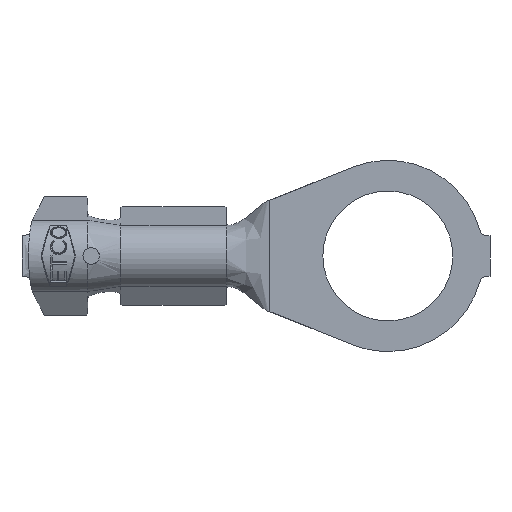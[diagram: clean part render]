
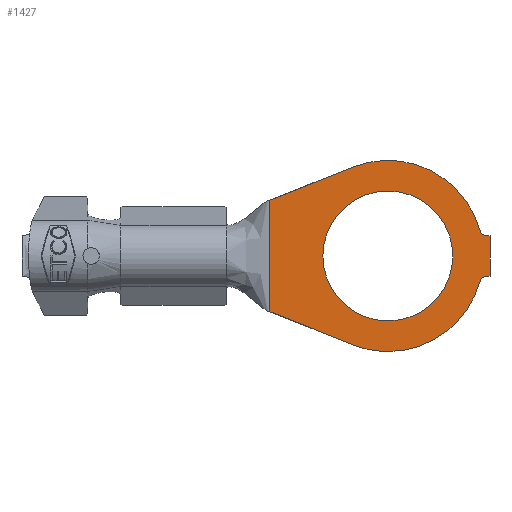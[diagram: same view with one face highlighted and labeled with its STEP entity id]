
A CAD part, front view. The second image highlights one B-rep face of the part: STEP entity #1427.
In plain terms, the highlighted planar face has unit normal (0, -1, 0).
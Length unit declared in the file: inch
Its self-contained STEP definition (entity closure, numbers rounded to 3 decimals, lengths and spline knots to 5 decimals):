
#3 = CARTESIAN_POINT ( 'NONE',  ( 0.155, 0., -0.031 ) ) ;
#166 = ORIENTED_EDGE ( 'NONE', *, *, #418, .T. ) ;
#203 = VECTOR ( 'NONE', #6001, 39.37008 ) ;
#246 = CARTESIAN_POINT ( 'NONE',  ( -0.18, 0., -0.08431 ) ) ;
#418 = EDGE_CURVE ( 'NONE', #6308, #4414, #6430, .T. ) ;
#427 = VECTOR ( 'NONE', #4772, 39.37008 ) ;
#588 = ORIENTED_EDGE ( 'NONE', *, *, #3783, .F. ) ;
#600 = VERTEX_POINT ( 'NONE', #6711 ) ;
#681 = ORIENTED_EDGE ( 'NONE', *, *, #3442, .F. ) ;
#689 = CARTESIAN_POINT ( 'NONE',  ( -0.05392, 0., 0.1346 ) ) ;
#702 = CARTESIAN_POINT ( 'NONE',  ( 0., 0., 0. ) ) ;
#773 = PLANE ( 'NONE',  #1010 ) ;
#778 = LINE ( 'NONE', #6323, #427 ) ;
#873 = DIRECTION ( 'NONE',  ( 0., 1., 0. ) ) ;
#882 = DIRECTION ( 'NONE',  ( 0., 0., 1. ) ) ;
#924 = DIRECTION ( 'NONE',  ( 0., 0., 1. ) ) ;
#927 = AXIS2_PLACEMENT_3D ( 'NONE', #3092, #3051, #3047 ) ;
#940 = AXIS2_PLACEMENT_3D ( 'NONE', #4875, #4851, #4827 ) ;
#989 = DIRECTION ( 'NONE',  ( 0., 1., 0. ) ) ;
#1001 = CARTESIAN_POINT ( 'NONE',  ( 0., 0., 0. ) ) ;
#1010 = AXIS2_PLACEMENT_3D ( 'NONE', #702, #873, #882 ) ;
#1090 = EDGE_CURVE ( 'NONE', #2322, #3683, #1154, .T. ) ;
#1100 = CARTESIAN_POINT ( 'NONE',  ( 0.135, 0., -0.031 ) ) ;
#1134 = VECTOR ( 'NONE', #1718, 39.37008 ) ;
#1154 = CIRCLE ( 'NONE', #927, 0.0985 ) ;
#1171 = DIRECTION ( 'NONE',  ( 0., 0., 1. ) ) ;
#1195 = DIRECTION ( 'NONE',  ( 0., 1., 0. ) ) ;
#1214 = CARTESIAN_POINT ( 'NONE',  ( 0.14948, 0., 0.041 ) ) ;
#1336 = DIRECTION ( 'NONE',  ( 0., 1., 0. ) ) ;
#1339 = VERTEX_POINT ( 'NONE', #1650 ) ;
#1424 = DIRECTION ( 'NONE',  ( 0., 0., 1. ) ) ;
#1427 = ADVANCED_FACE ( 'NONE', ( #4781, #2198 ), #773, .F. ) ;
#1435 = VECTOR ( 'NONE', #6591, 39.37008 ) ;
#1441 = DIRECTION ( 'NONE',  ( 0., 1., 0. ) ) ;
#1452 = CARTESIAN_POINT ( 'NONE',  ( 0., 0., 0. ) ) ;
#1498 = CIRCLE ( 'NONE', #1782, 0.145 ) ;
#1521 = LINE ( 'NONE', #6130, #203 ) ;
#1548 = CARTESIAN_POINT ( 'NONE',  ( -0.17571, 0., 0.08581 ) ) ;
#1650 = CARTESIAN_POINT ( 'NONE',  ( -0.17571, 0., -0.08581 ) ) ;
#1718 = DIRECTION ( 'NONE',  ( -0.928, 0., 0.372 ) ) ;
#1782 = AXIS2_PLACEMENT_3D ( 'NONE', #4467, #1336, #5012 ) ;
#1804 = VERTEX_POINT ( 'NONE', #3 ) ;
#1854 = CARTESIAN_POINT ( 'NONE',  ( -0.05392, 0., -0.1346 ) ) ;
#1858 = CIRCLE ( 'NONE', #2104, 0.01 ) ;
#1865 = EDGE_CURVE ( 'NONE', #6308, #2979, #1521, .T. ) ;
#2018 = LINE ( 'NONE', #1100, #3081 ) ;
#2048 = CARTESIAN_POINT ( 'NONE',  ( 0.155, 0., 0.031 ) ) ;
#2054 = CARTESIAN_POINT ( 'NONE',  ( 0., 0., 0.0985 ) ) ;
#2104 = AXIS2_PLACEMENT_3D ( 'NONE', #4647, #4633, #4611 ) ;
#2177 = CARTESIAN_POINT ( 'NONE',  ( 0.14948, 0., 0.031 ) ) ;
#2184 = EDGE_CURVE ( 'NONE', #3067, #4414, #2847, .T. ) ;
#2198 = FACE_BOUND ( 'NONE', #3125, .T. ) ;
#2322 = VERTEX_POINT ( 'NONE', #5100 ) ;
#2359 = CIRCLE ( 'NONE', #940, 0.145 ) ;
#2378 = EDGE_CURVE ( 'NONE', #5220, #600, #1858, .T. ) ;
#2426 = ORIENTED_EDGE ( 'NONE', *, *, #5059, .F. ) ;
#2446 = CIRCLE ( 'NONE', #4839, 0.145 ) ;
#2464 = CARTESIAN_POINT ( 'NONE',  ( -0.17571, 0., -0.08581 ) ) ;
#2589 = ORIENTED_EDGE ( 'NONE', *, *, #2884, .T. ) ;
#2737 = ORIENTED_EDGE ( 'NONE', *, *, #4292, .F. ) ;
#2738 = CARTESIAN_POINT ( 'NONE',  ( 0., 0., -0.145 ) ) ;
#2804 = CARTESIAN_POINT ( 'NONE',  ( -0.17855, 0., 0.08475 ) ) ;
#2847 = LINE ( 'NONE', #6630, #1435 ) ;
#2884 = EDGE_CURVE ( 'NONE', #5147, #4854, #5118, .T. ) ;
#2907 = CARTESIAN_POINT ( 'NONE',  ( 0.13984, 0., 0.03835 ) ) ;
#2979 = VERTEX_POINT ( 'NONE', #689 ) ;
#3047 = DIRECTION ( 'NONE',  ( 0., 0., 1. ) ) ;
#3051 = DIRECTION ( 'NONE',  ( 0., 1., 0. ) ) ;
#3067 = VERTEX_POINT ( 'NONE', #246 ) ;
#3081 = VECTOR ( 'NONE', #3769, 39.37008 ) ;
#3091 = DIRECTION ( 'NONE',  ( 0., 0., -1. ) ) ;
#3092 = CARTESIAN_POINT ( 'NONE',  ( 0., 0., 0. ) ) ;
#3125 = EDGE_LOOP ( 'NONE', ( #5096, #5261 ) ) ;
#3219 = ORIENTED_EDGE ( 'NONE', *, *, #6151, .T. ) ;
#3442 = EDGE_CURVE ( 'NONE', #4475, #6077, #2359, .T. ) ;
#3450 = CARTESIAN_POINT ( 'NONE',  ( -0.05392, 0., -0.1346 ) ) ;
#3637 = CARTESIAN_POINT ( 'NONE',  ( -0.18, 0., 0.08431 ) ) ;
#3683 = VERTEX_POINT ( 'NONE', #2054 ) ;
#3738 = EDGE_CURVE ( 'NONE', #6077, #1339, #6735, .T. ) ;
#3769 = DIRECTION ( 'NONE',  ( 1., 0., 0. ) ) ;
#3783 = EDGE_CURVE ( 'NONE', #5220, #4475, #2446, .T. ) ;
#3790 = VECTOR ( 'NONE', #3091, 39.37008 ) ;
#3833 = EDGE_CURVE ( 'NONE', #3683, #2322, #6240, .T. ) ;
#3949 = LINE ( 'NONE', #2048, #3790 ) ;
#4204 = EDGE_CURVE ( 'NONE', #600, #1804, #2018, .T. ) ;
#4217 = CARTESIAN_POINT ( 'NONE',  ( -0.17571, 0., 0.08581 ) ) ;
#4292 = EDGE_CURVE ( 'NONE', #2979, #4854, #1498, .T. ) ;
#4414 = VERTEX_POINT ( 'NONE', #6201 ) ;
#4467 = CARTESIAN_POINT ( 'NONE',  ( 0., 0., 0. ) ) ;
#4475 = VERTEX_POINT ( 'NONE', #2738 ) ;
#4487 = CARTESIAN_POINT ( 'NONE',  ( -0.17855, 0., -0.08475 ) ) ;
#4611 = DIRECTION ( 'NONE',  ( 0., 0., 1. ) ) ;
#4633 = DIRECTION ( 'NONE',  ( 0., 1., 0. ) ) ;
#4647 = CARTESIAN_POINT ( 'NONE',  ( 0.14948, 0., -0.041 ) ) ;
#4772 = DIRECTION ( 'NONE',  ( 1., 0., 0. ) ) ;
#4781 = FACE_OUTER_BOUND ( 'NONE', #5484, .T. ) ;
#4827 = DIRECTION ( 'NONE',  ( 0., 0., 1. ) ) ;
#4839 = AXIS2_PLACEMENT_3D ( 'NONE', #1452, #1441, #1424 ) ;
#4851 = DIRECTION ( 'NONE',  ( 0., 1., 0. ) ) ;
#4854 = VERTEX_POINT ( 'NONE', #2907 ) ;
#4875 = CARTESIAN_POINT ( 'NONE',  ( 0., 0., 0. ) ) ;
#4933 = CARTESIAN_POINT ( 'NONE',  ( 0.155, 0., 0.031 ) ) ;
#5009 = ORIENTED_EDGE ( 'NONE', *, *, #4204, .T. ) ;
#5012 = DIRECTION ( 'NONE',  ( 0., 0., 1. ) ) ;
#5029 = CARTESIAN_POINT ( 'NONE',  ( -0.18, 0., -0.08431 ) ) ;
#5059 = EDGE_CURVE ( 'NONE', #5927, #1804, #3949, .T. ) ;
#5096 = ORIENTED_EDGE ( 'NONE', *, *, #3833, .T. ) ;
#5100 = CARTESIAN_POINT ( 'NONE',  ( 0., 0., -0.0985 ) ) ;
#5118 = CIRCLE ( 'NONE', #6481, 0.01 ) ;
#5147 = VERTEX_POINT ( 'NONE', #2177 ) ;
#5190 = EDGE_CURVE ( 'NONE', #5147, #5927, #778, .T. ) ;
#5220 = VERTEX_POINT ( 'NONE', #5360 ) ;
#5261 = ORIENTED_EDGE ( 'NONE', *, *, #1090, .T. ) ;
#5360 = CARTESIAN_POINT ( 'NONE',  ( 0.13984, 0., -0.03835 ) ) ;
#5484 = EDGE_LOOP ( 'NONE', ( #588, #6229, #5009, #2426, #6542, #2589, #2737, #5515, #166, #5829, #3219, #5990, #681 ) ) ;
#5515 = ORIENTED_EDGE ( 'NONE', *, *, #1865, .F. ) ;
#5557 = AXIS2_PLACEMENT_3D ( 'NONE', #1001, #989, #924 ) ;
#5570 = CARTESIAN_POINT ( 'NONE',  ( -0.17712, 0., -0.08525 ) ) ;
#5608 = CARTESIAN_POINT ( 'NONE',  ( -0.17712, 0., 0.08525 ) ) ;
#5829 = ORIENTED_EDGE ( 'NONE', *, *, #2184, .F. ) ;
#5927 = VERTEX_POINT ( 'NONE', #4933 ) ;
#5990 = ORIENTED_EDGE ( 'NONE', *, *, #3738, .F. ) ;
#6001 = DIRECTION ( 'NONE',  ( 0.928, 0., 0.372 ) ) ;
#6077 = VERTEX_POINT ( 'NONE', #3450 ) ;
#6119 = B_SPLINE_CURVE_WITH_KNOTS ( 'NONE', 3,
 ( #5029, #4487, #5570, #2464 ),
 .UNSPECIFIED., .F., .F.,
 ( 4, 4 ),
 ( 0., 0.00012 ),
 .UNSPECIFIED. ) ;
#6130 = CARTESIAN_POINT ( 'NONE',  ( -0.05392, 0., 0.1346 ) ) ;
#6151 = EDGE_CURVE ( 'NONE', #3067, #1339, #6119, .T. ) ;
#6201 = CARTESIAN_POINT ( 'NONE',  ( -0.18, 0., 0.08431 ) ) ;
#6229 = ORIENTED_EDGE ( 'NONE', *, *, #2378, .T. ) ;
#6240 = CIRCLE ( 'NONE', #5557, 0.0985 ) ;
#6308 = VERTEX_POINT ( 'NONE', #1548 ) ;
#6323 = CARTESIAN_POINT ( 'NONE',  ( 0.135, 0., 0.031 ) ) ;
#6430 = B_SPLINE_CURVE_WITH_KNOTS ( 'NONE', 3,
 ( #4217, #5608, #2804, #3637 ),
 .UNSPECIFIED., .F., .F.,
 ( 4, 4 ),
 ( 0., 0.00012 ),
 .UNSPECIFIED. ) ;
#6481 = AXIS2_PLACEMENT_3D ( 'NONE', #1214, #1195, #1171 ) ;
#6542 = ORIENTED_EDGE ( 'NONE', *, *, #5190, .F. ) ;
#6591 = DIRECTION ( 'NONE',  ( 0., 0., 1. ) ) ;
#6630 = CARTESIAN_POINT ( 'NONE',  ( -0.18, 0., -0.08409 ) ) ;
#6711 = CARTESIAN_POINT ( 'NONE',  ( 0.14948, 0., -0.031 ) ) ;
#6735 = LINE ( 'NONE', #1854, #1134 ) ;
